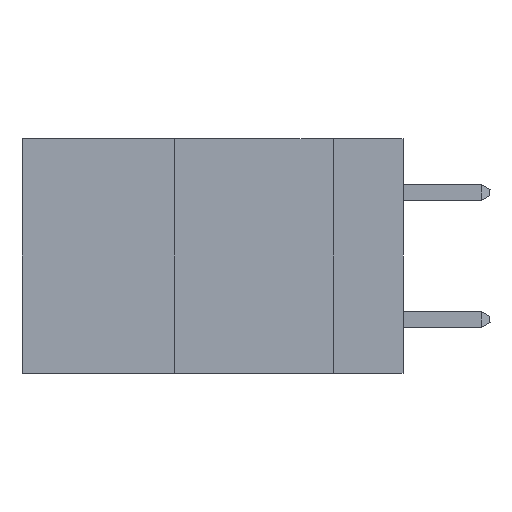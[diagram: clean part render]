
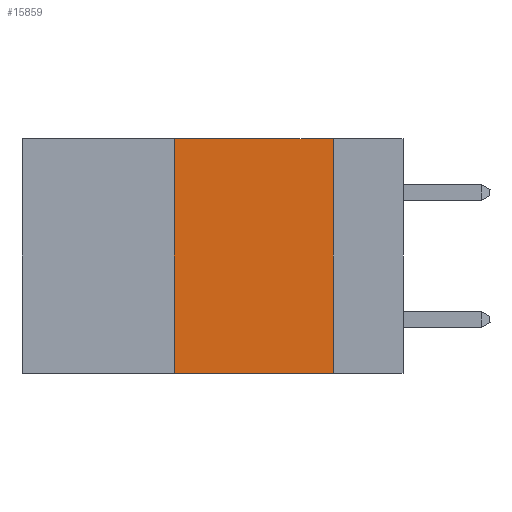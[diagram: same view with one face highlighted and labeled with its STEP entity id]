
A CAD part, left-side view. The second image highlights one B-rep face of the part: STEP entity #15859.
In plain terms, the highlighted planar face has unit normal (-1, 0, 0).
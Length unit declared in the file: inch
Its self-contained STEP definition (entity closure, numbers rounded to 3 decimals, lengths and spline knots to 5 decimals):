
#102 = VERTEX_POINT ( 'NONE', #10379 ) ;
#118 = DIRECTION ( 'NONE',  ( 0., -1., 0. ) ) ;
#2663 = DIRECTION ( 'NONE',  ( 0., 0., -1. ) ) ;
#4116 = ORIENTED_EDGE ( 'NONE', *, *, #22034, .F. ) ;
#4290 = VECTOR ( 'NONE', #2663, 39.37008 ) ;
#4628 = VECTOR ( 'NONE', #118, 39.37008 ) ;
#5656 = FACE_OUTER_BOUND ( 'NONE', #12357, .T. ) ;
#6870 = ORIENTED_EDGE ( 'NONE', *, *, #11347, .F. ) ;
#8281 = VERTEX_POINT ( 'NONE', #23967 ) ;
#9600 = LINE ( 'NONE', #12618, #4290 ) ;
#10379 = CARTESIAN_POINT ( 'NONE',  ( 0., 0.11, -0.37 ) ) ;
#11347 = EDGE_CURVE ( 'NONE', #15067, #8281, #11397, .T. ) ;
#11397 = LINE ( 'NONE', #18765, #14503 ) ;
#11665 = CARTESIAN_POINT ( 'NONE',  ( 0., 0.6, 0. ) ) ;
#12357 = EDGE_LOOP ( 'NONE', ( #4116, #19438, #6870, #13163 ) ) ;
#12618 = CARTESIAN_POINT ( 'NONE',  ( 0., 0.11, 0. ) ) ;
#13163 = ORIENTED_EDGE ( 'NONE', *, *, #25566, .T. ) ;
#13364 = DIRECTION ( 'NONE',  ( 1., 0., 0. ) ) ;
#13579 = DIRECTION ( 'NONE',  ( 0., -1., 0. ) ) ;
#14316 = LINE ( 'NONE', #15767, #4628 ) ;
#14503 = VECTOR ( 'NONE', #20874, 39.37008 ) ;
#15067 = VERTEX_POINT ( 'NONE', #17060 ) ;
#15767 = CARTESIAN_POINT ( 'NONE',  ( 0., 0.6, -0.37 ) ) ;
#15859 = ADVANCED_FACE ( 'NONE', ( #5656 ), #23036, .F. ) ;
#16543 = CARTESIAN_POINT ( 'NONE',  ( 0., 0.11, 0. ) ) ;
#17060 = CARTESIAN_POINT ( 'NONE',  ( 0., 0.36, -0.37 ) ) ;
#18765 = CARTESIAN_POINT ( 'NONE',  ( 0., 0.36, 0. ) ) ;
#19438 = ORIENTED_EDGE ( 'NONE', *, *, #22473, .F. ) ;
#20493 = LINE ( 'NONE', #11665, #22379 ) ;
#20874 = DIRECTION ( 'NONE',  ( 0., 0., 1. ) ) ;
#21389 = CARTESIAN_POINT ( 'NONE',  ( 0., 0.6, 0. ) ) ;
#21749 = AXIS2_PLACEMENT_3D ( 'NONE', #21389, #13364, #25047 ) ;
#22034 = EDGE_CURVE ( 'NONE', #22112, #102, #9600, .T. ) ;
#22112 = VERTEX_POINT ( 'NONE', #16543 ) ;
#22379 = VECTOR ( 'NONE', #13579, 39.37008 ) ;
#22473 = EDGE_CURVE ( 'NONE', #8281, #22112, #20493, .T. ) ;
#23036 = PLANE ( 'NONE',  #21749 ) ;
#23967 = CARTESIAN_POINT ( 'NONE',  ( 0., 0.36, 0. ) ) ;
#25047 = DIRECTION ( 'NONE',  ( 0., 0., -1. ) ) ;
#25566 = EDGE_CURVE ( 'NONE', #15067, #102, #14316, .T. ) ;
